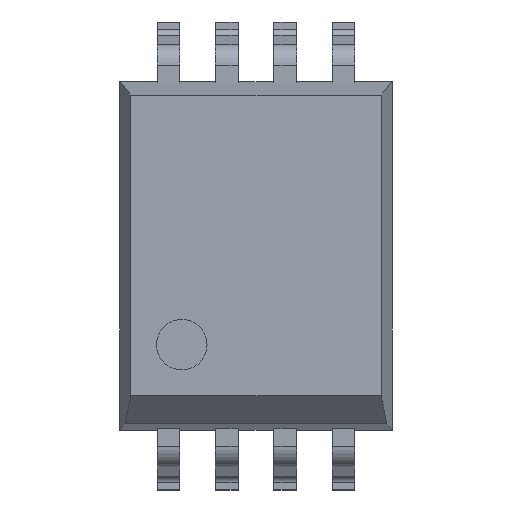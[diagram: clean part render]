
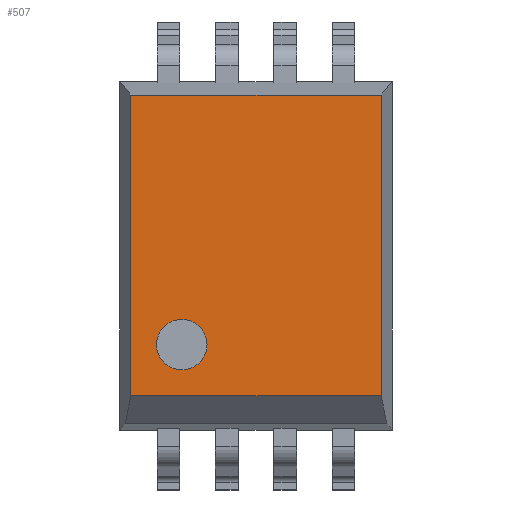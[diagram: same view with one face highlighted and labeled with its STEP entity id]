
A CAD part, top view. The second image highlights one B-rep face of the part: STEP entity #507.
In plain terms, the highlighted planar face has unit normal (0, 0, 1).
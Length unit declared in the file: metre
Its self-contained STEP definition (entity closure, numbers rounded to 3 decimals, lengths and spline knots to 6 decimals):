
#60=CIRCLE('',#588,0.00055);
#145=ORIENTED_EDGE('',*,*,#234,.F.);
#146=ORIENTED_EDGE('',*,*,#235,.T.);
#147=ORIENTED_EDGE('',*,*,#236,.T.);
#148=ORIENTED_EDGE('',*,*,#237,.F.);
#149=ORIENTED_EDGE('',*,*,#238,.F.);
#234=EDGE_CURVE('',#285,#285,#60,.T.);
#235=EDGE_CURVE('',#286,#287,#332,.T.);
#236=EDGE_CURVE('',#287,#288,#333,.T.);
#237=EDGE_CURVE('',#289,#288,#334,.T.);
#238=EDGE_CURVE('',#286,#289,#335,.T.);
#285=VERTEX_POINT('',#844);
#286=VERTEX_POINT('',#846);
#287=VERTEX_POINT('',#847);
#288=VERTEX_POINT('',#849);
#289=VERTEX_POINT('',#851);
#332=LINE('',#845,#386);
#333=LINE('',#848,#387);
#334=LINE('',#850,#388);
#335=LINE('',#852,#389);
#386=VECTOR('',#698,1.);
#387=VECTOR('',#699,1.);
#388=VECTOR('',#700,1.);
#389=VECTOR('',#701,1.);
#424=EDGE_LOOP('',(#145));
#425=EDGE_LOOP('',(#146,#147,#148,#149));
#454=FACE_BOUND('',#424,.T.);
#455=FACE_BOUND('',#425,.T.);
#480=PLANE('',#587);
#507=ADVANCED_FACE('',(#454,#455),#480,.T.);
#587=AXIS2_PLACEMENT_3D('',#842,#694,#695);
#588=AXIS2_PLACEMENT_3D('',#843,#696,#697);
#694=DIRECTION('',(0.,0.,1.));
#695=DIRECTION('',(1.,0.,0.));
#696=DIRECTION('',(0.,0.,1.));
#697=DIRECTION('',(1.,0.,0.));
#698=DIRECTION('',(0.,-1.,0.));
#699=DIRECTION('',(1.,0.,0.));
#700=DIRECTION('',(0.,-1.,0.));
#701=DIRECTION('',(1.,0.,0.));
#842=CARTESIAN_POINT('',(0.002965,0.003795,0.001175));
#843=CARTESIAN_POINT('',(0.00135,0.001859,0.001175));
#844=CARTESIAN_POINT('',(0.0019,0.001859,0.001175));
#845=CARTESIAN_POINT('',(0.00024,0.009713,0.001175));
#846=CARTESIAN_POINT('',(0.00024,0.007295,0.001175));
#847=CARTESIAN_POINT('',(0.00024,0.000749,0.001175));
#848=CARTESIAN_POINT('',(0.002965,0.000749,0.001175));
#849=CARTESIAN_POINT('',(0.00569,0.000749,0.001175));
#850=CARTESIAN_POINT('',(0.00569,0.009713,0.001175));
#851=CARTESIAN_POINT('',(0.00569,0.007295,0.001175));
#852=CARTESIAN_POINT('',(0.002965,0.007295,0.001175));
